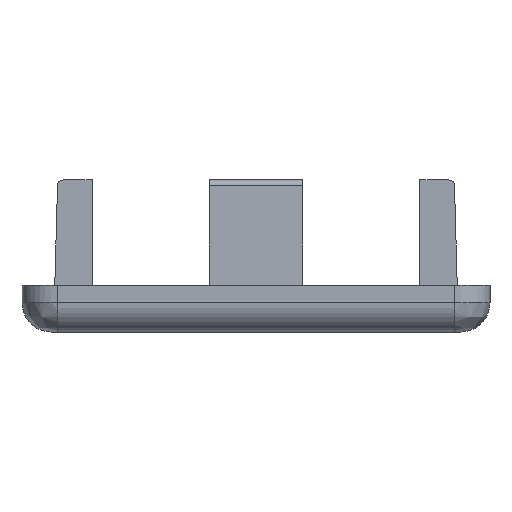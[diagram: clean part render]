
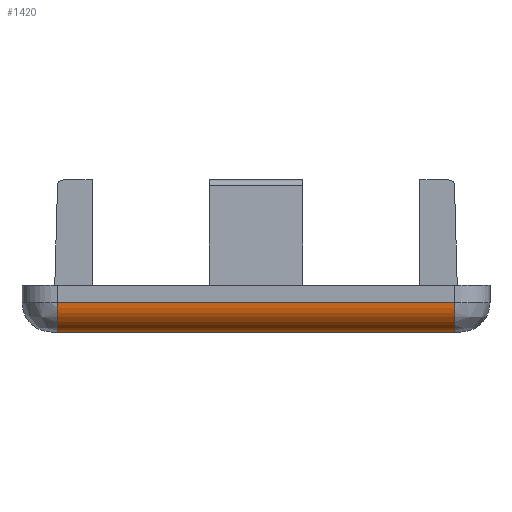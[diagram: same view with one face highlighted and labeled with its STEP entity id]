
A CAD part, left-side view. The second image highlights one B-rep face of the part: STEP entity #1420.
In plain terms, the highlighted cylindrical face has radius 2.5 mm (diameter 5 mm), a partial arc.
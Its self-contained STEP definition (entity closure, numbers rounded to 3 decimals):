
#40 = CARTESIAN_POINT ( 'NONE',  ( -20., 20., 2.5 ) ) ;
#51 = DIRECTION ( 'NONE',  ( 0., 1., 0. ) ) ;
#211 = EDGE_CURVE ( 'NONE', #3671, #2433, #3698, .T. ) ;
#547 = LINE ( 'NONE', #2443, #2371 ) ;
#575 = DIRECTION ( 'NONE',  ( 0., 1., 0. ) ) ;
#579 = CARTESIAN_POINT ( 'NONE',  ( -17.5, 20., 2.5 ) ) ;
#589 = DIRECTION ( 'NONE',  ( -1., 0., 0. ) ) ;
#752 = ORIENTED_EDGE ( 'NONE', *, *, #211, .T. ) ;
#862 = EDGE_CURVE ( 'NONE', #3671, #2163, #547, .T. ) ;
#879 = VERTEX_POINT ( 'NONE', #3474 ) ;
#921 = VECTOR ( 'NONE', #51, 1000. ) ;
#1114 = LINE ( 'NONE', #40, #921 ) ;
#1200 = ORIENTED_EDGE ( 'NONE', *, *, #862, .F. ) ;
#1290 = AXIS2_PLACEMENT_3D ( 'NONE', #579, #575, #589 ) ;
#1420 = ADVANCED_FACE ( 'NONE', ( #3034 ), #3194, .T. ) ;
#1442 = ORIENTED_EDGE ( 'NONE', *, *, #3398, .T. ) ;
#1695 = CARTESIAN_POINT ( 'NONE',  ( -17.5, 17., 0. ) ) ;
#1998 = DIRECTION ( 'NONE',  ( 0., 1., 0. ) ) ;
#2163 = VERTEX_POINT ( 'NONE', #1695 ) ;
#2371 = VECTOR ( 'NONE', #1998, 1000. ) ;
#2422 = EDGE_CURVE ( 'NONE', #879, #2163, #2925, .T. ) ;
#2433 = VERTEX_POINT ( 'NONE', #3176 ) ;
#2443 = CARTESIAN_POINT ( 'NONE',  ( -17.5, 20., 0. ) ) ;
#2780 = EDGE_LOOP ( 'NONE', ( #752, #1442, #3050, #1200 ) ) ;
#2925 = CIRCLE ( 'NONE', #3791, 2.5 ) ;
#2954 = DIRECTION ( 'NONE',  ( -1., 0., 0. ) ) ;
#2971 = DIRECTION ( 'NONE',  ( 0., -1., 0. ) ) ;
#2975 = CARTESIAN_POINT ( 'NONE',  ( -17.5, 17., 2.5 ) ) ;
#3034 = FACE_OUTER_BOUND ( 'NONE', #2780, .T. ) ;
#3050 = ORIENTED_EDGE ( 'NONE', *, *, #2422, .T. ) ;
#3109 = DIRECTION ( 'NONE',  ( -1., 0., 0. ) ) ;
#3112 = DIRECTION ( 'NONE',  ( 0., 1., 0. ) ) ;
#3113 = CARTESIAN_POINT ( 'NONE',  ( -17.5, -17., 2.5 ) ) ;
#3176 = CARTESIAN_POINT ( 'NONE',  ( -20., -17., 2.5 ) ) ;
#3194 = CYLINDRICAL_SURFACE ( 'NONE', #1290, 2.5 ) ;
#3398 = EDGE_CURVE ( 'NONE', #2433, #879, #1114, .T. ) ;
#3474 = CARTESIAN_POINT ( 'NONE',  ( -20., 17., 2.5 ) ) ;
#3671 = VERTEX_POINT ( 'NONE', #3855 ) ;
#3698 = CIRCLE ( 'NONE', #3828, 2.5 ) ;
#3791 = AXIS2_PLACEMENT_3D ( 'NONE', #2975, #2971, #2954 ) ;
#3828 = AXIS2_PLACEMENT_3D ( 'NONE', #3113, #3112, #3109 ) ;
#3855 = CARTESIAN_POINT ( 'NONE',  ( -17.5, -17., 0. ) ) ;
